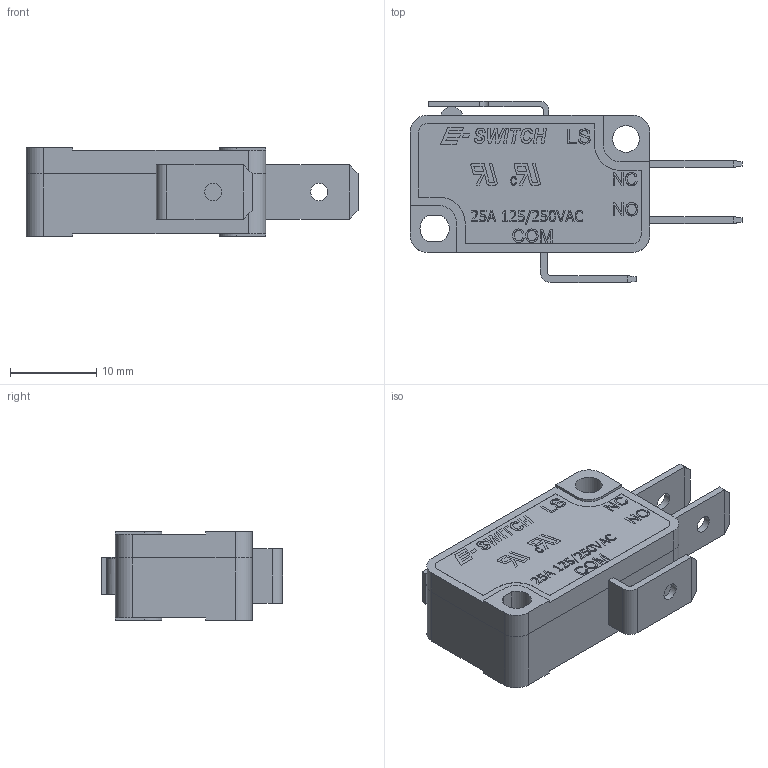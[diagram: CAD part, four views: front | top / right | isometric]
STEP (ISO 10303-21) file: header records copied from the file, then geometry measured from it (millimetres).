
FILE_DESCRIPTION(/* description */ (''),/* implementation_level */ '2;1');
FILE_NAME(/* name */ 'LS2501F350C2A.stp',/* time_stamp */ '2025-05-13T14:22:18-05:00',/* author */ ('jsteinblock'),/* organization */ (''),/* preprocessor_version */ 'ST-DEVELOPER v20',/* originating_system */ 'Autodesk Inventor 2022',/* authorisation */ '');
FILE_SCHEMA (('AUTOMOTIVE_DESIGN { 1 0 10303 214 3 1 1 }'));
Length unit declared in the file: inch
Products named in the file (1): LS2501F350C2A
Bounding box: 38.5 x 21 x 10.3 mm (x, y, z)
Volume: 4304 mm3; surface area: 2663.8 mm2
Topology: 2 solids, 2 shells, 612 faces, 1678 edges, 1107 vertices
Faces by surface type: plane 390, bspline 169, cylinder 53
Full cylindrical faces by diameter (mm): 2 x3, 3.1 x2
Entity records: 21341 total; most frequent: CARTESIAN_POINT 6799, ORIENTED_EDGE 3358, DIRECTION 2330, EDGE_CURVE 1679, LINE 1240, VECTOR 1240, VERTEX_POINT 1107, EDGE_LOOP 664
